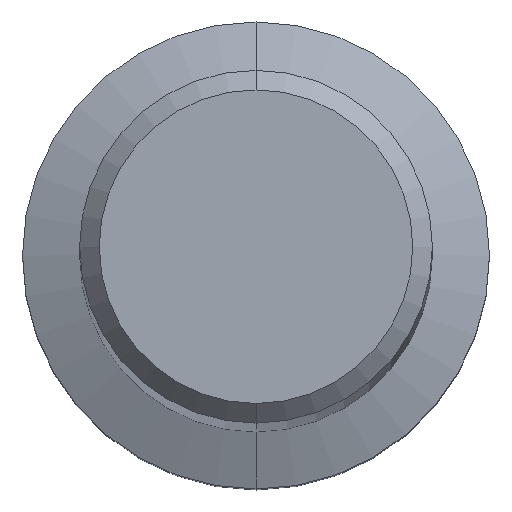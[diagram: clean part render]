
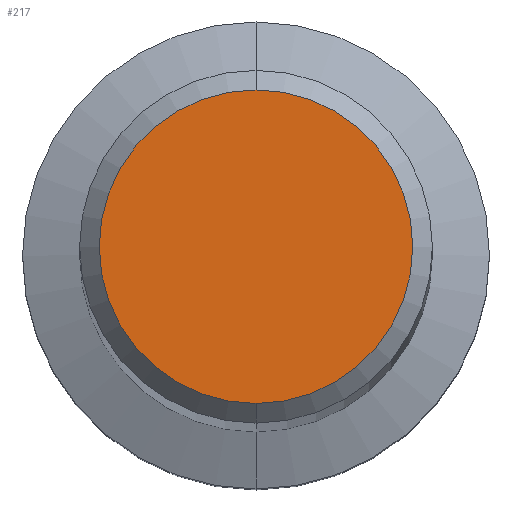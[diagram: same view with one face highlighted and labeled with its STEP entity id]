
A CAD part, top view. The second image highlights one B-rep face of the part: STEP entity #217.
In plain terms, the highlighted planar face has unit normal (0, 0, 1).
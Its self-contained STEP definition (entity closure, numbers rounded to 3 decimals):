
#131=VERTEX_POINT('',#330);
#137=EDGE_CURVE('',#157,#131,#336,.T.);
#157=VERTEX_POINT('',#358);
#181=EDGE_CURVE('',#131,#157,#386,.T.);
#217=ADVANCED_FACE('',(#426),#427,.T.);
#330=CARTESIAN_POINT('',(0.,-4.8,0.0));
#336=CIRCLE('',#559,4.8);
#358=CARTESIAN_POINT('',(0.0,4.8,0.0));
#386=CIRCLE('',#629,4.8);
#426=FACE_OUTER_BOUND('',#675,.T.);
#427=PLANE('',#676);
#559=AXIS2_PLACEMENT_3D('',#805,#806,#807);
#629=AXIS2_PLACEMENT_3D('',#869,#870,#871);
#675=EDGE_LOOP('',(#922,#923));
#676=AXIS2_PLACEMENT_3D('',#924,#925,#926);
#805=CARTESIAN_POINT('',(0.0,0.0,0.0));
#806=DIRECTION('',(0.0,0.0,-1.0));
#807=DIRECTION('',(0.0,1.0,0.0));
#869=CARTESIAN_POINT('',(0.0,0.0,0.0));
#870=DIRECTION('',(0.0,0.0,-1.0));
#871=DIRECTION('',(0.0,1.0,0.0));
#922=ORIENTED_EDGE('',*,*,#137,.F.);
#923=ORIENTED_EDGE('',*,*,#181,.F.);
#924=CARTESIAN_POINT('',(0.0,2.4,0.0));
#925=DIRECTION('',(-0.0,0.0,1.0));
#926=DIRECTION('',(0.0,-1.0,0.0));
